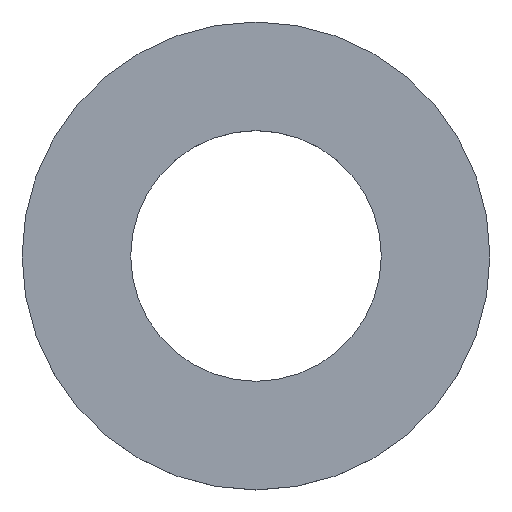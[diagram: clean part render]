
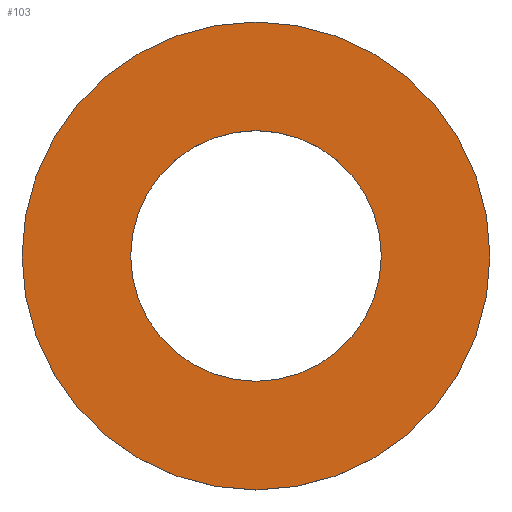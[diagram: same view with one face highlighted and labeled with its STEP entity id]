
A CAD part, top view. The second image highlights one B-rep face of the part: STEP entity #103.
In plain terms, the highlighted planar face has unit normal (0, 0, 1).
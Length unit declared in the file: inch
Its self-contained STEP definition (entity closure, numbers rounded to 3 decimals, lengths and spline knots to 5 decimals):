
#16 = CARTESIAN_POINT ( 'NONE',  ( 0., 0., 0. ) ) ;
#18 = AXIS2_PLACEMENT_3D ( 'NONE', #94, #221, #111 ) ;
#43 = DIRECTION ( 'NONE',  ( 1., 0., 0. ) ) ;
#57 = EDGE_CURVE ( 'NONE', #119, #209, #88, .T. ) ;
#66 = CARTESIAN_POINT ( 'NONE',  ( 0., 0., 0. ) ) ;
#88 = CIRCLE ( 'NONE', #161, 0.875 ) ;
#91 = CARTESIAN_POINT ( 'NONE',  ( -0.46875, 0., 0. ) ) ;
#93 = DIRECTION ( 'NONE',  ( 1., 0., 0. ) ) ;
#94 = CARTESIAN_POINT ( 'NONE',  ( 0., 0., 0. ) ) ;
#97 = ORIENTED_EDGE ( 'NONE', *, *, #240, .F. ) ;
#100 = EDGE_CURVE ( 'NONE', #209, #119, #136, .T. ) ;
#103 = ADVANCED_FACE ( 'NONE', ( #131, #180 ), #127, .T. ) ;
#106 = ORIENTED_EDGE ( 'NONE', *, *, #125, .F. ) ;
#108 = DIRECTION ( 'NONE',  ( 1., 0., 0. ) ) ;
#110 = CARTESIAN_POINT ( 'NONE',  ( 0., 0., 0. ) ) ;
#111 = DIRECTION ( 'NONE',  ( 1., 0., 0. ) ) ;
#115 = VERTEX_POINT ( 'NONE', #91 ) ;
#119 = VERTEX_POINT ( 'NONE', #145 ) ;
#124 = ORIENTED_EDGE ( 'NONE', *, *, #57, .T. ) ;
#125 = EDGE_CURVE ( 'NONE', #153, #115, #174, .T. ) ;
#127 = PLANE ( 'NONE',  #233 ) ;
#130 = CARTESIAN_POINT ( 'NONE',  ( 0.46875, 0., 0. ) ) ;
#131 = FACE_BOUND ( 'NONE', #227, .T. ) ;
#132 = DIRECTION ( 'NONE',  ( 1., 0., 0. ) ) ;
#136 = CIRCLE ( 'NONE', #176, 0.875 ) ;
#145 = CARTESIAN_POINT ( 'NONE',  ( 0.875, 0., 0. ) ) ;
#146 = CARTESIAN_POINT ( 'NONE',  ( -0.875, 0., 0. ) ) ;
#153 = VERTEX_POINT ( 'NONE', #130 ) ;
#159 = CIRCLE ( 'NONE', #18, 0.46875 ) ;
#161 = AXIS2_PLACEMENT_3D ( 'NONE', #16, #162, #43 ) ;
#162 = DIRECTION ( 'NONE',  ( 0., 0., 1. ) ) ;
#174 = CIRCLE ( 'NONE', #245, 0.46875 ) ;
#176 = AXIS2_PLACEMENT_3D ( 'NONE', #66, #202, #93 ) ;
#180 = FACE_OUTER_BOUND ( 'NONE', #237, .T. ) ;
#184 = CARTESIAN_POINT ( 'NONE',  ( 0., 0., 0. ) ) ;
#202 = DIRECTION ( 'NONE',  ( 0., 0., 1. ) ) ;
#209 = VERTEX_POINT ( 'NONE', #146 ) ;
#216 = DIRECTION ( 'NONE',  ( 0., 0., 1. ) ) ;
#221 = DIRECTION ( 'NONE',  ( 0., 0., 1. ) ) ;
#227 = EDGE_LOOP ( 'NONE', ( #106, #97 ) ) ;
#233 = AXIS2_PLACEMENT_3D ( 'NONE', #184, #216, #108 ) ;
#235 = DIRECTION ( 'NONE',  ( 0., 0., 1. ) ) ;
#237 = EDGE_LOOP ( 'NONE', ( #124, #249 ) ) ;
#240 = EDGE_CURVE ( 'NONE', #115, #153, #159, .T. ) ;
#245 = AXIS2_PLACEMENT_3D ( 'NONE', #110, #235, #132 ) ;
#249 = ORIENTED_EDGE ( 'NONE', *, *, #100, .T. ) ;
